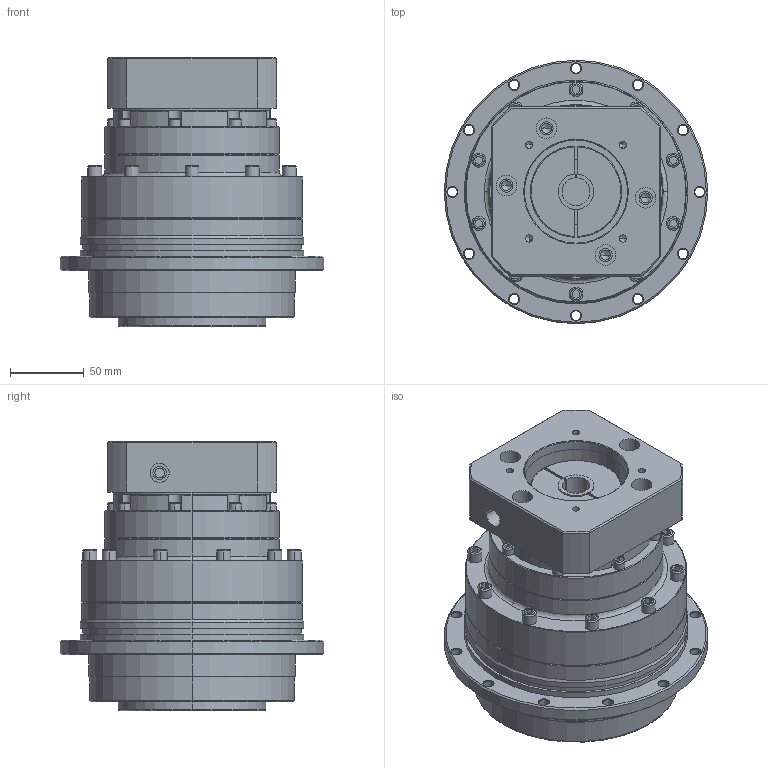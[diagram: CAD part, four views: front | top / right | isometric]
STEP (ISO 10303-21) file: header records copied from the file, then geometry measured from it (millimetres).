
FILE_DESCRIPTION (( 'STEP AP214' ), '1' );
FILE_NAME ('SD140-L2-19-70-90-M6.STEP', '2022-02-25T00:02:29', ( 'admin' ), ( '' ), 'SwSTEP 2.0', 'SolidWorks 2013', '' );
FILE_SCHEMA (( 'AUTOMOTIVE_DESIGN' ));
Length unit declared in the file: millimetre
Products named in the file (5): PB115-70-90M6; SD140; PB142-L2_X2_58F34F537AEF_X0_; SD140-L2-19-70-90-M6; 22-19_X2_8F6C63625957_X0_
Assembly tree (4 placements, depth 2):
  SD140-L2-19-70-90-M6
    PB142-L2_X2_58F34F537AEF_X0_
    SD140
    PB115-70-90M6
    22-19_X2_8F6C63625957_X0_
Bounding box: 179 x 179 x 183 mm (x, y, z)
Volume: 2486633.2 mm3; surface area: 236282.7 mm2
Topology: 4 solids, 4 shells, 761 faces, 1812 edges, 1084 vertices
Faces by surface type: cylinder 282, cone 229, plane 207, bspline 43
Entity records: 31555 total; most frequent: CARTESIAN_POINT 5538, DIRECTION 3840, ORIENTED_EDGE 3452, EDGE_CURVE 1726, AXIS2_PLACEMENT_3D 1486, VERTEX_POINT 1084, EDGE_LOOP 918, VECTOR 868
